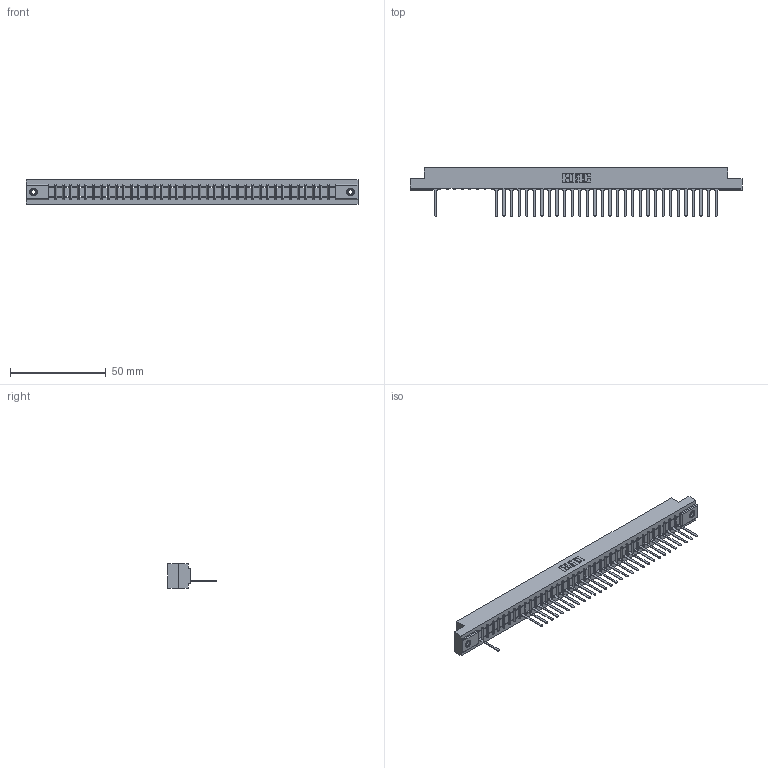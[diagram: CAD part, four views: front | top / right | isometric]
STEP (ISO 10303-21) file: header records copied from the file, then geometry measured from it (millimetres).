
FILE_DESCRIPTION (( 'STEP AP203' ), '1' );
FILE_NAME ('307-038-547-108.STEP', '2018-08-05T10:51:23', ( '' ), ( '' ), 'SwSTEP 2.0', 'SolidWorks 2016', '' );
FILE_SCHEMA (( 'CONFIG_CONTROL_DESIGN' ));
Length unit declared in the file: inch
Products named in the file (4): 345-250-001_345-250-003-102; 307-038-547-108; 307 Part_.156 Dia Mounting Holes; 307-290-001_547
Assembly tree (34 placements, depth 2):
  307-038-547-108
    307 Part_.156 Dia Mounting Holes
    307-290-001_547  x31
    345-250-001_345-250-003-102  x2
Bounding box: 173.58 x 25.43 x 12.7 mm (x, y, z)
Volume: 17960.9 mm3; surface area: 18776.2 mm2
Topology: 34 solids, 34 shells, 2093 faces, 5929 edges, 3798 vertices
Faces by surface type: plane 1333, cylinder 666, sphere 78, cone 12, torus 4
Entity records: 33999 total; most frequent: CARTESIAN_POINT 5736, ORIENTED_EDGE 5722, DIRECTION 5583, EDGE_CURVE 2861, VECTOR 2193, LINE 2193, VERTEX_POINT 1848, AXIS2_PLACEMENT_3D 1695
